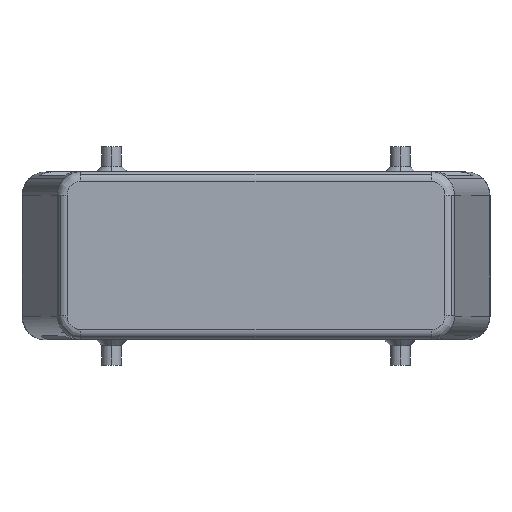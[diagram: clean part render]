
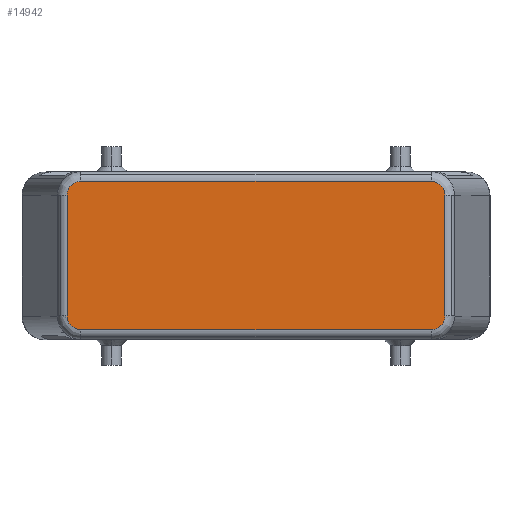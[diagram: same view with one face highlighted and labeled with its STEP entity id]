
A CAD part, top view. The second image highlights one B-rep face of the part: STEP entity #14942.
In plain terms, the highlighted planar face has unit normal (0, 0, 1).
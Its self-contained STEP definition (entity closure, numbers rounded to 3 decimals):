
#217=CARTESIAN_POINT('',(-48.459,-15.5,76.0));
#218=VERTEX_POINT('',#217);
#226=CARTESIAN_POINT('',(-48.459,15.5,76.0));
#227=VERTEX_POINT('',#226);
#228=CARTESIAN_POINT('',(-48.459,-15.5,76.0));
#229=DIRECTION('',(0.0,1.0,0.0));
#230=VECTOR('',#229,31.);
#231=LINE('',#228,#230);
#232=EDGE_CURVE('',#218,#227,#231,.T.);
#14775=CARTESIAN_POINT('',(44.887,19.0,76.0));
#14776=VERTEX_POINT('',#14775);
#14784=CARTESIAN_POINT('',(48.459,15.5,76.0));
#14785=VERTEX_POINT('',#14784);
#14786=CARTESIAN_POINT('',(44.887,15.5,76.0));
#14787=DIRECTION('',(0.0,0.0,-1.0));
#14788=DIRECTION('',(1.0,0.0,0.0));
#14789=AXIS2_PLACEMENT_3D('',#14786,#14787,#14788);
#14790=ELLIPSE('',#14789,3.572,3.5);
#14791=EDGE_CURVE('',#14776,#14785,#14790,.T.);
#14875=CARTESIAN_POINT('',(48.459,-15.5,76.0));
#14876=VERTEX_POINT('',#14875);
#14877=CARTESIAN_POINT('',(48.459,15.5,76.0));
#14878=DIRECTION('',(0.0,-1.0,0.0));
#14879=VECTOR('',#14878,31.);
#14880=LINE('',#14877,#14879);
#14881=EDGE_CURVE('',#14785,#14876,#14880,.T.);
#14893=CARTESIAN_POINT('',(50.5,0.0,76.0));
#14894=DIRECTION('',(0.0,0.0,1.0));
#14895=DIRECTION('',(1.0,0.0,0.0));
#14896=AXIS2_PLACEMENT_3D('',#14893,#14894,#14895);
#14897=PLANE('',#14896);
#14898=ORIENTED_EDGE('',*,*,#14791,.F.);
#14899=CARTESIAN_POINT('',(-44.887,19.0,76.0));
#14900=VERTEX_POINT('',#14899);
#14901=CARTESIAN_POINT('',(-44.887,19.0,76.0));
#14902=DIRECTION('',(1.0,0.0,0.0));
#14903=VECTOR('',#14902,89.774);
#14904=LINE('',#14901,#14903);
#14905=EDGE_CURVE('',#14900,#14776,#14904,.T.);
#14906=ORIENTED_EDGE('',*,*,#14905,.F.);
#14907=CARTESIAN_POINT('',(-44.887,15.5,76.0));
#14908=DIRECTION('',(0.0,0.0,-1.0));
#14909=DIRECTION('',(-1.0,0.0,0.0));
#14910=AXIS2_PLACEMENT_3D('',#14907,#14908,#14909);
#14911=ELLIPSE('',#14910,3.572,3.5);
#14912=EDGE_CURVE('',#227,#14900,#14911,.T.);
#14913=ORIENTED_EDGE('',*,*,#14912,.F.);
#14914=ORIENTED_EDGE('',*,*,#232,.F.);
#14915=CARTESIAN_POINT('',(-44.887,-19.0,76.0));
#14916=VERTEX_POINT('',#14915);
#14917=CARTESIAN_POINT('',(-44.887,-15.5,76.0));
#14918=DIRECTION('',(0.0,0.0,-1.0));
#14919=DIRECTION('',(-1.0,0.0,0.0));
#14920=AXIS2_PLACEMENT_3D('',#14917,#14918,#14919);
#14921=ELLIPSE('',#14920,3.572,3.5);
#14922=EDGE_CURVE('',#14916,#218,#14921,.T.);
#14923=ORIENTED_EDGE('',*,*,#14922,.F.);
#14924=CARTESIAN_POINT('',(44.887,-19.0,76.0));
#14925=VERTEX_POINT('',#14924);
#14926=CARTESIAN_POINT('',(44.887,-19.0,76.0));
#14927=DIRECTION('',(-1.0,0.0,0.0));
#14928=VECTOR('',#14927,89.774);
#14929=LINE('',#14926,#14928);
#14930=EDGE_CURVE('',#14925,#14916,#14929,.T.);
#14931=ORIENTED_EDGE('',*,*,#14930,.F.);
#14932=CARTESIAN_POINT('',(44.887,-15.5,76.0));
#14933=DIRECTION('',(0.0,0.0,-1.0));
#14934=DIRECTION('',(1.0,0.0,0.0));
#14935=AXIS2_PLACEMENT_3D('',#14932,#14933,#14934);
#14936=ELLIPSE('',#14935,3.572,3.5);
#14937=EDGE_CURVE('',#14876,#14925,#14936,.T.);
#14938=ORIENTED_EDGE('',*,*,#14937,.F.);
#14939=ORIENTED_EDGE('',*,*,#14881,.F.);
#14940=EDGE_LOOP('',(#14898,#14906,#14913,#14914,#14923,#14931,#14938,#14939));
#14941=FACE_OUTER_BOUND('',#14940,.T.);
#14942=ADVANCED_FACE('',(#14941),#14897,.T.);
